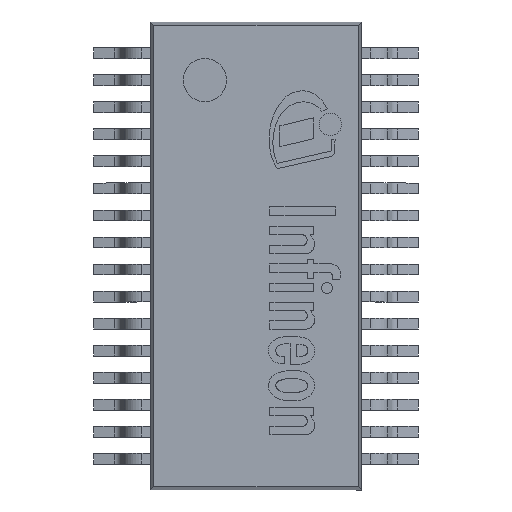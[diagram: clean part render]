
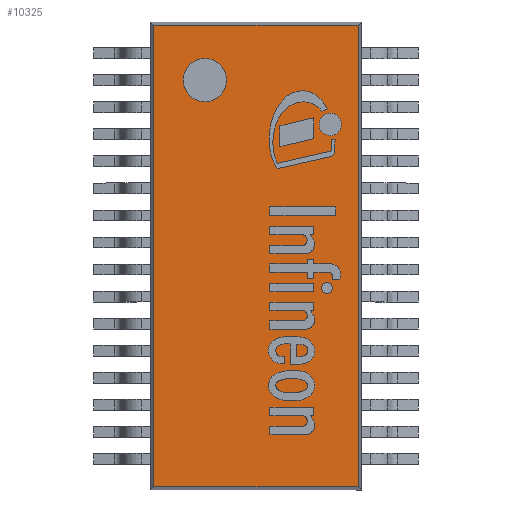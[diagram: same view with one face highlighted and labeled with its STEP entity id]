
A CAD part, top view. The second image highlights one B-rep face of the part: STEP entity #10325.
In plain terms, the highlighted planar face has unit normal (0, 0, 1).
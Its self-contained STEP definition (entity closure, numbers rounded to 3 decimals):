
#170=LINE('',#14812,#1387);
#174=LINE('',#14820,#1391);
#177=LINE('',#14826,#1394);
#180=LINE('',#14831,#1397);
#1387=VECTOR('',#11859,1.);
#1391=VECTOR('',#11865,1.);
#1394=VECTOR('',#11870,1.);
#1397=VECTOR('',#11875,1.);
#2609=PLANE('',#10987);
#3059=FACE_BOUND('',#3685,.T.);
#3073=FACE_OUTER_BOUND('',#3684,.T.);
#3684=EDGE_LOOP('',(#7142,#7143,#7144,#7145));
#3685=EDGE_LOOP('',(#7146));
#4296=CIRCLE('',#10980,0.4);
#4572=VERTEX_POINT('',#14804);
#4574=VERTEX_POINT('',#14810);
#4575=VERTEX_POINT('',#14811);
#4578=VERTEX_POINT('',#14819);
#4580=VERTEX_POINT('',#14825);
#5594=EDGE_CURVE('',#4572,#4572,#4296,.T.);
#5596=EDGE_CURVE('',#4574,#4575,#170,.T.);
#5600=EDGE_CURVE('',#4575,#4578,#174,.T.);
#5603=EDGE_CURVE('',#4578,#4580,#177,.T.);
#5606=EDGE_CURVE('',#4580,#4574,#180,.T.);
#7142=ORIENTED_EDGE('',*,*,#5596,.F.);
#7143=ORIENTED_EDGE('',*,*,#5606,.F.);
#7144=ORIENTED_EDGE('',*,*,#5603,.F.);
#7145=ORIENTED_EDGE('',*,*,#5600,.F.);
#7146=ORIENTED_EDGE('',*,*,#5594,.T.);
#10325=ADVANCED_FACE('',(#3073,#3059),#2609,.T.);
#10980=AXIS2_PLACEMENT_3D('',#14805,#11851,#11852);
#10987=AXIS2_PLACEMENT_3D('',#14833,#11877,#11878);
#11851=DIRECTION('center_axis',(0.,0.,-1.));
#11852=DIRECTION('ref_axis',(-1.,0.,0.));
#11859=DIRECTION('',(-1.,0.,0.));
#11865=DIRECTION('',(0.,1.,0.));
#11870=DIRECTION('',(1.,0.,0.));
#11875=DIRECTION('',(0.,-1.,0.));
#11877=DIRECTION('center_axis',(0.,0.,1.));
#11878=DIRECTION('ref_axis',(0.,-1.,0.));
#14804=CARTESIAN_POINT('',(-0.546,3.25,1.15));
#14805=CARTESIAN_POINT('Origin',(-0.946,3.25,1.15));
#14810=CARTESIAN_POINT('',(1.89,-4.265,1.15));
#14811=CARTESIAN_POINT('',(-1.89,-4.265,1.15));
#14812=CARTESIAN_POINT('',(1.95,-4.265,1.15));
#14819=CARTESIAN_POINT('',(-1.89,4.265,1.15));
#14820=CARTESIAN_POINT('',(-1.89,-4.325,1.15));
#14825=CARTESIAN_POINT('',(1.89,4.265,1.15));
#14826=CARTESIAN_POINT('',(-1.95,4.265,1.15));
#14831=CARTESIAN_POINT('',(1.89,4.325,1.15));
#14833=CARTESIAN_POINT('Origin',(0.,0.,
1.15));
